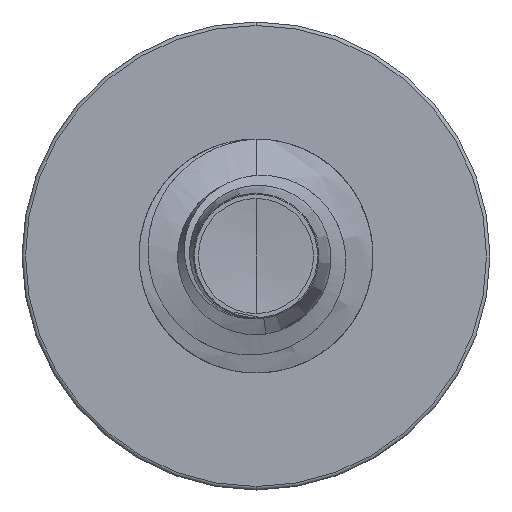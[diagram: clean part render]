
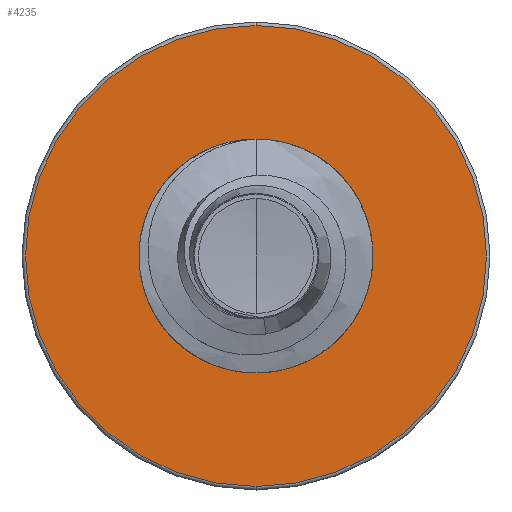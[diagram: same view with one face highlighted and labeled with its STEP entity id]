
A CAD part, front view. The second image highlights one B-rep face of the part: STEP entity #4235.
In plain terms, the highlighted planar face has unit normal (0, -1, 0).
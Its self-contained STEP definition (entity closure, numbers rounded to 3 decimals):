
#14 = EDGE_CURVE ( 'NONE', #934, #12930, #19898, .T. ) ;
#934 = VERTEX_POINT ( 'NONE', #16908 ) ;
#1927 = DIRECTION ( 'NONE',  ( 0., 0., 1. ) ) ;
#3509 = DIRECTION ( 'NONE',  ( 0., 0., 1. ) ) ;
#3518 = DIRECTION ( 'NONE',  ( 0., 1., 0. ) ) ;
#3581 = DIRECTION ( 'NONE',  ( 0., 1., 0. ) ) ;
#3687 = EDGE_CURVE ( 'NONE', #13561, #21257, #21472, .T. ) ;
#3883 = CARTESIAN_POINT ( 'NONE',  ( 0., 22.5, -2.842 ) ) ;
#4176 = PLANE ( 'NONE',  #25559 ) ;
#4235 = ADVANCED_FACE ( 'NONE', ( #9120, #23990 ), #4176, .F. ) ;
#4472 = AXIS2_PLACEMENT_3D ( 'NONE', #17917, #3581, #19796 ) ;
#4926 = DIRECTION ( 'NONE',  ( 0., 0., 1. ) ) ;
#4971 = DIRECTION ( 'NONE',  ( 0., 1., 0. ) ) ;
#4997 = CARTESIAN_POINT ( 'NONE',  ( 0., 22.5, 0. ) ) ;
#5762 = CARTESIAN_POINT ( 'NONE',  ( 0., 22.5, 2.842 ) ) ;
#8233 = CARTESIAN_POINT ( 'NONE',  ( 0., 22.5, -5.91 ) ) ;
#8582 = ORIENTED_EDGE ( 'NONE', *, *, #3687, .T. ) ;
#9120 = FACE_OUTER_BOUND ( 'NONE', #9593, .T. ) ;
#9411 = ORIENTED_EDGE ( 'NONE', *, *, #14, .F. ) ;
#9593 = EDGE_LOOP ( 'NONE', ( #9411, #22179 ) ) ;
#11061 = EDGE_LOOP ( 'NONE', ( #8582, #21412 ) ) ;
#12930 = VERTEX_POINT ( 'NONE', #8233 ) ;
#13561 = VERTEX_POINT ( 'NONE', #5762 ) ;
#15541 = AXIS2_PLACEMENT_3D ( 'NONE', #4997, #4971, #4926 ) ;
#15670 = DIRECTION ( 'NONE',  ( 0., 0., 1. ) ) ;
#16224 = CIRCLE ( 'NONE', #4472, 2.842 ) ;
#16378 = CARTESIAN_POINT ( 'NONE',  ( 0., 22.5, -2.842 ) ) ;
#16772 = DIRECTION ( 'NONE',  ( 0., 1., 0. ) ) ;
#16908 = CARTESIAN_POINT ( 'NONE',  ( 0., 22.5, 5.91 ) ) ;
#17091 = EDGE_CURVE ( 'NONE', #21257, #13561, #16224, .T. ) ;
#17264 = CARTESIAN_POINT ( 'NONE',  ( 0., 22.5, 0. ) ) ;
#17917 = CARTESIAN_POINT ( 'NONE',  ( 0., 22.5, 0. ) ) ;
#19049 = CIRCLE ( 'NONE', #25296, 5.91 ) ;
#19513 = DIRECTION ( 'NONE',  ( 0., 1., 0. ) ) ;
#19796 = DIRECTION ( 'NONE',  ( 0., 0., 1. ) ) ;
#19898 = CIRCLE ( 'NONE', #22927, 5.91 ) ;
#21257 = VERTEX_POINT ( 'NONE', #16378 ) ;
#21412 = ORIENTED_EDGE ( 'NONE', *, *, #17091, .T. ) ;
#21472 = CIRCLE ( 'NONE', #15541, 2.842 ) ;
#22179 = ORIENTED_EDGE ( 'NONE', *, *, #23945, .F. ) ;
#22927 = AXIS2_PLACEMENT_3D ( 'NONE', #17264, #19513, #15670 ) ;
#23945 = EDGE_CURVE ( 'NONE', #12930, #934, #19049, .T. ) ;
#23990 = FACE_BOUND ( 'NONE', #11061, .T. ) ;
#25296 = AXIS2_PLACEMENT_3D ( 'NONE', #26262, #16772, #1927 ) ;
#25559 = AXIS2_PLACEMENT_3D ( 'NONE', #3883, #3518, #3509 ) ;
#26262 = CARTESIAN_POINT ( 'NONE',  ( 0., 22.5, 0. ) ) ;
